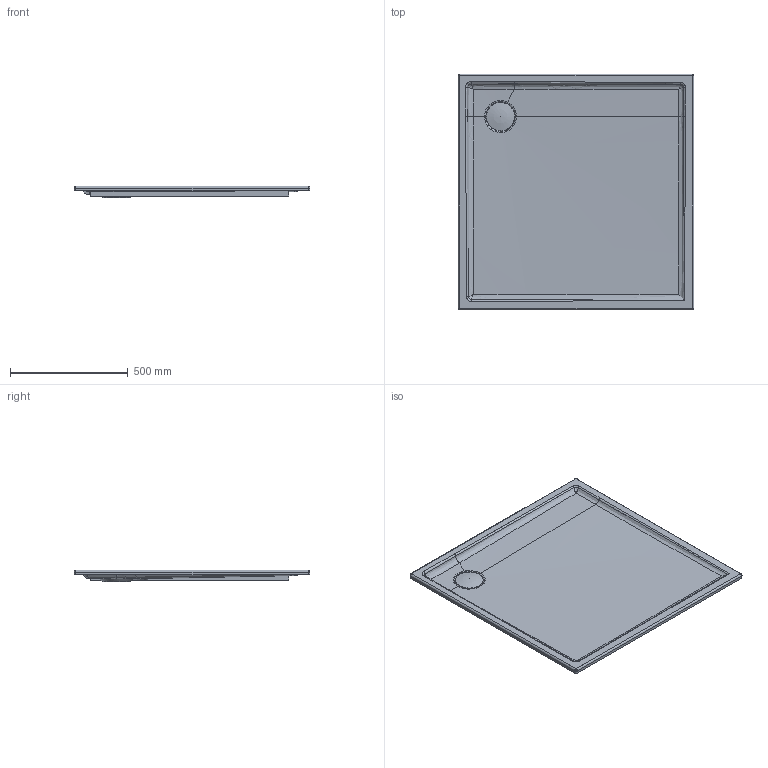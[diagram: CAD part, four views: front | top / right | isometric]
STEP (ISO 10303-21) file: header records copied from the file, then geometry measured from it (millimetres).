
FILE_DESCRIPTION((''),'2;1');
FILE_NAME('720116.stp','2013-06-27T20:20:49',('Administrator'),(''),'Autodesk Inventor 2011','Autodesk Inventor 2011','');
FILE_SCHEMA(('CONFIG_CONTROL_DESIGN'));
Length unit declared in the file: millimetre
Products named in the file (3): 720116; Stopfen_120
Assembly tree (2 placements, depth 2):
  720116
    720116
    Stopfen_120
Bounding box: 1000 x 1000 x 49 mm (x, y, z)
Volume: 15096918.5 mm3; surface area: 3564351.8 mm2
Topology: 3 solids, 3 shells, 107 faces, 246 edges, 141 vertices
Faces by surface type: bspline 45, plane 23, cylinder 21, cone 10, sphere 8
Full cylindrical faces by diameter (mm): 46.019 x1, 59.187 x1, 72.614 x1, 90 x1
Entity records: 11884 total; most frequent: CARTESIAN_POINT 9720, ORIENTED_EDGE 444, DIRECTION 323, EDGE_CURVE 222, AXIS2_PLACEMENT_3D 133, VERTEX_POINT 132, EDGE_LOOP 120, FACE_OUTER_BOUND 107
